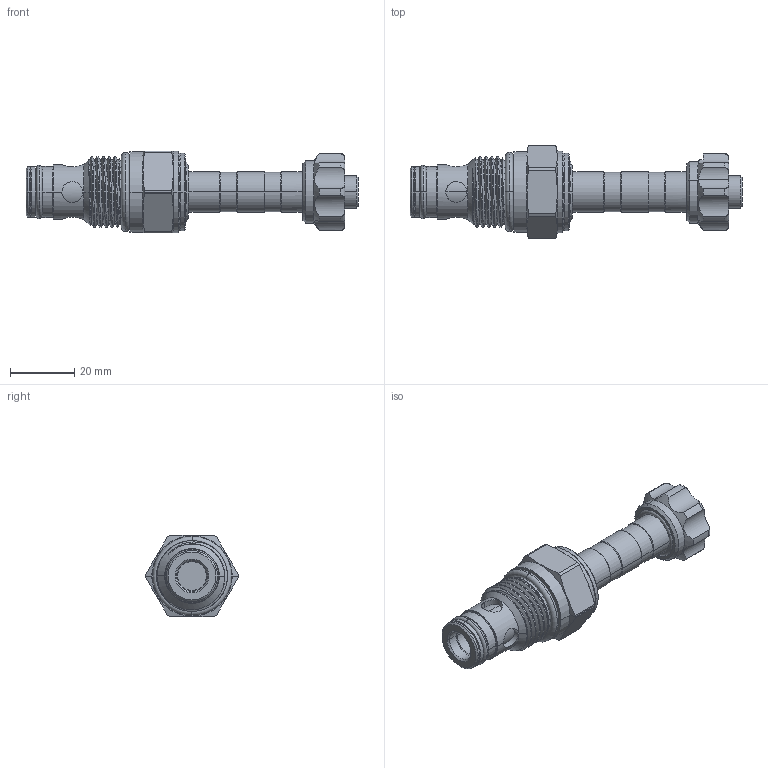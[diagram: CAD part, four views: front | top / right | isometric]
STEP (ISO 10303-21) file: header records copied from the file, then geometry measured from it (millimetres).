
FILE_DESCRIPTION (( 'STEP AP203' ), '1' );
FILE_NAME ('EP10W2A01M85.STEP', '2016-08-16T02:50:17', ( '' ), ( '' ), 'SwSTEP 2.0', 'SolidWorks 2012', '' );
FILE_SCHEMA (( 'CONFIG_CONTROL_DESIGN' ));
Length unit declared in the file: millimetre
Products named in the file (1): EP10W2A01M85
Bounding box: 103.2 x 28.8 x 25.4 mm (x, y, z)
Volume: 26082.5 mm3; surface area: 10577 mm2
Topology: 4 solids, 4 shells, 255 faces, 614 edges, 378 vertices
Faces by surface type: cylinder 122, cone 49, torus 40, plane 27, bspline 17
Entity records: 19329 total; most frequent: CARTESIAN_POINT 13573, ORIENTED_EDGE 1228, DIRECTION 1176, EDGE_CURVE 614, AXIS2_PLACEMENT_3D 503, VERTEX_POINT 378, EDGE_LOOP 274, CIRCLE 264
